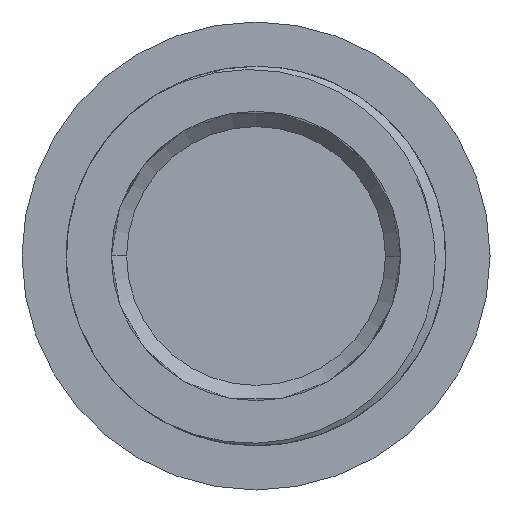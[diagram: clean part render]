
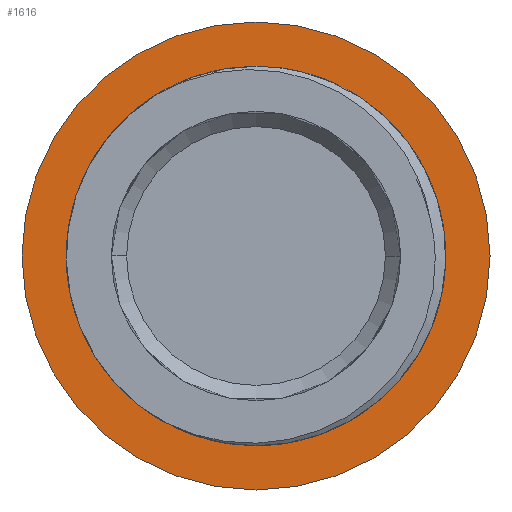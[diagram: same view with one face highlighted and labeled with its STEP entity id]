
A CAD part, front view. The second image highlights one B-rep face of the part: STEP entity #1616.
In plain terms, the highlighted planar face has unit normal (0, -1, 0).
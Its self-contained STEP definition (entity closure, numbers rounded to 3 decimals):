
#18 = EDGE_CURVE ( 'NONE', #36, #973, #250, .T. ) ;
#19 = VERTEX_POINT ( 'NONE', #2058 ) ;
#20 = VERTEX_POINT ( 'NONE', #2077 ) ;
#24 = VERTEX_POINT ( 'NONE', #2076 ) ;
#36 = VERTEX_POINT ( 'NONE', #2074 ) ;
#250 = B_SPLINE_CURVE_WITH_KNOTS ( 'NONE', 3,
 ( #2065, #2056, #2027, #2030, #2024, #2059, #2050, #2066, #2035, #2036, #2069, #2053 ),
 .UNSPECIFIED., .F., .F.,
 ( 4, 2, 2, 2, 2, 4 ),
 ( 0., 0.002, 0.002, 0.003, 0.005, 0.007 ),
 .UNSPECIFIED. ) ;
#261 = B_SPLINE_CURVE_WITH_KNOTS ( 'NONE', 3,
 ( #1087, #1101, #1228, #1242, #1224, #1253, #1254, #1222, #1205, #1206, #1216, #1243, #1245, #1233, #1255, #1257, #1258, #1211, #1225, #1226, #1266, #1278, #1272, #1279, #1268, #1280, #1276, #1269, #1274, #1281, #1265, #1273, #1282, #1271, #1267, #1275 ),
 .UNSPECIFIED., .F., .F.,
 ( 4, 2, 2, 2, 2, 2, 2, 2, 2, 2, 2, 2, 2, 2, 2, 2, 2, 4 ),
 ( 0., 0.002, 0.003, 0.005, 0.005, 0.006, 0.009, 0.012, 0.013, 0.014, 0.015, 0.016, 0.017, 0.019, 0.02, 0.022, 0.023, 0.025 ),
 .UNSPECIFIED. ) ;
#344 = FACE_OUTER_BOUND ( 'NONE', #442, .T. ) ;
#345 = FACE_BOUND ( 'NONE', #434, .T. ) ;
#351 = CARTESIAN_POINT ( 'NONE',  ( -11.25, 10.3, 0. ) ) ;
#368 = PLANE ( 'NONE',  #1731 ) ;
#378 = DIRECTION ( 'NONE',  ( 0., 0., 1. ) ) ;
#385 = DIRECTION ( 'NONE',  ( 0., 1., 0. ) ) ;
#416 = VERTEX_POINT ( 'NONE', #1558 ) ;
#434 = EDGE_LOOP ( 'NONE', ( #2044, #2023, #1782, #1771, #1794 ) ) ;
#442 = EDGE_LOOP ( 'NONE', ( #1766, #1776 ) ) ;
#462 = EDGE_CURVE ( 'NONE', #20, #19, #1629, .T. ) ;
#488 = EDGE_CURVE ( 'NONE', #971, #416, #1670, .T. ) ;
#525 = EDGE_CURVE ( 'NONE', #19, #24, #1709, .T. ) ;
#530 = EDGE_CURVE ( 'NONE', #416, #971, #1713, .T. ) ;
#617 = CARTESIAN_POINT ( 'NONE',  ( 0., 10.3, 0. ) ) ;
#618 = DIRECTION ( 'NONE',  ( 0., 1., 0. ) ) ;
#619 = DIRECTION ( 'NONE',  ( 0., 0., -1. ) ) ;
#850 = DIRECTION ( 'NONE',  ( 0., 0., -1. ) ) ;
#863 = DIRECTION ( 'NONE',  ( 0., -1., 0. ) ) ;
#889 = CARTESIAN_POINT ( 'NONE',  ( 0., 10.3, 0. ) ) ;
#901 = CARTESIAN_POINT ( 'NONE',  ( 0., 10.3, 0. ) ) ;
#906 = DIRECTION ( 'NONE',  ( 0., 0., -1. ) ) ;
#911 = DIRECTION ( 'NONE',  ( 0., 1., 0. ) ) ;
#971 = VERTEX_POINT ( 'NONE', #1050 ) ;
#973 = VERTEX_POINT ( 'NONE', #1071 ) ;
#1050 = CARTESIAN_POINT ( 'NONE',  ( 0., 10.3, -13.75 ) ) ;
#1071 = CARTESIAN_POINT ( 'NONE',  ( 10.692, 10.3, 0. ) ) ;
#1087 = CARTESIAN_POINT ( 'NONE',  ( 8.503, 10.3, -6.108 ) ) ;
#1101 = CARTESIAN_POINT ( 'NONE',  ( 8.212, 10.3, -6.538 ) ) ;
#1204 = LINE ( 'NONE', #1277, #1750 ) ;
#1205 = CARTESIAN_POINT ( 'NONE',  ( 4.707, 10.3, -9.516 ) ) ;
#1206 = CARTESIAN_POINT ( 'NONE',  ( 4.245, 10.3, -9.747 ) ) ;
#1211 = CARTESIAN_POINT ( 'NONE',  ( -3.286, 10.3, -10.335 ) ) ;
#1216 = CARTESIAN_POINT ( 'NONE',  ( 4.008, 10.3, -9.855 ) ) ;
#1222 = CARTESIAN_POINT ( 'NONE',  ( 4.933, 10.3, -9.393 ) ) ;
#1224 = CARTESIAN_POINT ( 'NONE',  ( 6.812, 10.3, -8.061 ) ) ;
#1225 = CARTESIAN_POINT ( 'NONE',  ( -3.532, 10.3, -10.261 ) ) ;
#1226 = CARTESIAN_POINT ( 'NONE',  ( -4.261, 10.3, -10.014 ) ) ;
#1228 = CARTESIAN_POINT ( 'NONE',  ( 7.892, 10.3, -6.943 ) ) ;
#1233 = CARTESIAN_POINT ( 'NONE',  ( -0.241, 10.3, -10.805 ) ) ;
#1242 = CARTESIAN_POINT ( 'NONE',  ( 7.192, 10.3, -7.704 ) ) ;
#1243 = CARTESIAN_POINT ( 'NONE',  ( 2.816, 10.3, -10.346 ) ) ;
#1245 = CARTESIAN_POINT ( 'NONE',  ( 1.824, 10.3, -10.596 ) ) ;
#1253 = CARTESIAN_POINT ( 'NONE',  ( 6.014, 10.3, -8.707 ) ) ;
#1254 = CARTESIAN_POINT ( 'NONE',  ( 5.594, 10.3, -8.999 ) ) ;
#1255 = CARTESIAN_POINT ( 'NONE',  ( -1.265, 10.3, -10.759 ) ) ;
#1257 = CARTESIAN_POINT ( 'NONE',  ( -2.532, 10.3, -10.523 ) ) ;
#1258 = CARTESIAN_POINT ( 'NONE',  ( -2.786, 10.3, -10.466 ) ) ;
#1265 = CARTESIAN_POINT ( 'NONE',  ( -9.38, 10.3, -5.865 ) ) ;
#1266 = CARTESIAN_POINT ( 'NONE',  ( -4.733, 10.3, -9.816 ) ) ;
#1267 = CARTESIAN_POINT ( 'NONE',  ( -10.711, 10.3, -3.091 ) ) ;
#1268 = CARTESIAN_POINT ( 'NONE',  ( -6.306, 10.3, -8.937 ) ) ;
#1269 = CARTESIAN_POINT ( 'NONE',  ( -8.085, 10.3, -7.471 ) ) ;
#1271 = CARTESIAN_POINT ( 'NONE',  ( -10.541, 10.3, -3.584 ) ) ;
#1272 = CARTESIAN_POINT ( 'NONE',  ( -5.645, 10.3, -9.344 ) ) ;
#1273 = CARTESIAN_POINT ( 'NONE',  ( -9.907, 10.3, -4.987 ) ) ;
#1274 = CARTESIAN_POINT ( 'NONE',  ( -8.434, 10.3, -7.095 ) ) ;
#1275 = CARTESIAN_POINT ( 'NONE',  ( -10.844, 10.3, -2.595 ) ) ;
#1276 = CARTESIAN_POINT ( 'NONE',  ( -7.338, 10.3, -8.17 ) ) ;
#1277 = CARTESIAN_POINT ( 'NONE',  ( -11.25, 10.3, 0. ) ) ;
#1278 = CARTESIAN_POINT ( 'NONE',  ( -5.419, 10.3, -9.468 ) ) ;
#1279 = CARTESIAN_POINT ( 'NONE',  ( -6.088, 10.3, -9.079 ) ) ;
#1280 = CARTESIAN_POINT ( 'NONE',  ( -6.94, 10.3, -8.494 ) ) ;
#1281 = CARTESIAN_POINT ( 'NONE',  ( -9.085, 10.3, -6.289 ) ) ;
#1282 = CARTESIAN_POINT ( 'NONE',  ( -10.139, 10.3, -4.531 ) ) ;
#1283 = DIRECTION ( 'NONE',  ( 1., 0., 0. ) ) ;
#1519 = CARTESIAN_POINT ( 'NONE',  ( 0., 10.3, 0. ) ) ;
#1537 = DIRECTION ( 'NONE',  ( 0., -1., 0. ) ) ;
#1558 = CARTESIAN_POINT ( 'NONE',  ( 0., 10.3, 13.75 ) ) ;
#1561 = DIRECTION ( 'NONE',  ( 0., 0., -1. ) ) ;
#1612 = EDGE_CURVE ( 'NONE', #36, #24, #261, .T. ) ;
#1613 = EDGE_CURVE ( 'NONE', #973, #20, #1204, .T. ) ;
#1616 = ADVANCED_FACE ( 'NONE', ( #345, #344 ), #368, .F. ) ;
#1629 = CIRCLE ( 'NONE', #1632, 11.15 ) ;
#1632 = AXIS2_PLACEMENT_3D ( 'NONE', #1519, #1537, #1561 ) ;
#1658 = AXIS2_PLACEMENT_3D ( 'NONE', #617, #618, #619 ) ;
#1670 = CIRCLE ( 'NONE', #1658, 13.75 ) ;
#1705 = AXIS2_PLACEMENT_3D ( 'NONE', #889, #863, #850 ) ;
#1709 = CIRCLE ( 'NONE', #1705, 11.15 ) ;
#1713 = CIRCLE ( 'NONE', #1716, 13.75 ) ;
#1716 = AXIS2_PLACEMENT_3D ( 'NONE', #901, #911, #906 ) ;
#1731 = AXIS2_PLACEMENT_3D ( 'NONE', #351, #385, #378 ) ;
#1750 = VECTOR ( 'NONE', #1283, 1000. ) ;
#1766 = ORIENTED_EDGE ( 'NONE', *, *, #488, .F. ) ;
#1771 = ORIENTED_EDGE ( 'NONE', *, *, #1612, .T. ) ;
#1776 = ORIENTED_EDGE ( 'NONE', *, *, #530, .F. ) ;
#1782 = ORIENTED_EDGE ( 'NONE', *, *, #18, .F. ) ;
#1794 = ORIENTED_EDGE ( 'NONE', *, *, #525, .F. ) ;
#2023 = ORIENTED_EDGE ( 'NONE', *, *, #1613, .F. ) ;
#2024 = CARTESIAN_POINT ( 'NONE',  ( 9.662, 10.3, -4.235 ) ) ;
#2027 = CARTESIAN_POINT ( 'NONE',  ( 9.142, 10.3, -5.209 ) ) ;
#2030 = CARTESIAN_POINT ( 'NONE',  ( 9.538, 10.3, -4.483 ) ) ;
#2035 = CARTESIAN_POINT ( 'NONE',  ( 10.408, 10.3, -2.183 ) ) ;
#2036 = CARTESIAN_POINT ( 'NONE',  ( 10.614, 10.3, -1.105 ) ) ;
#2044 = ORIENTED_EDGE ( 'NONE', *, *, #462, .F. ) ;
#2050 = CARTESIAN_POINT ( 'NONE',  ( 9.988, 10.3, -3.48 ) ) ;
#2053 = CARTESIAN_POINT ( 'NONE',  ( 10.692, 10.3, 0. ) ) ;
#2056 = CARTESIAN_POINT ( 'NONE',  ( 8.841, 10.3, -5.67 ) ) ;
#2058 = CARTESIAN_POINT ( 'NONE',  ( 0., 10.3, 11.15 ) ) ;
#2059 = CARTESIAN_POINT ( 'NONE',  ( 9.886, 10.3, -3.733 ) ) ;
#2065 = CARTESIAN_POINT ( 'NONE',  ( 8.503, 10.3, -6.108 ) ) ;
#2066 = CARTESIAN_POINT ( 'NONE',  ( 10.264, 10.3, -2.709 ) ) ;
#2069 = CARTESIAN_POINT ( 'NONE',  ( 10.675, 10.3, -0.553 ) ) ;
#2074 = CARTESIAN_POINT ( 'NONE',  ( 8.503, 10.3, -6.108 ) ) ;
#2076 = CARTESIAN_POINT ( 'NONE',  ( -10.844, 10.3, -2.595 ) ) ;
#2077 = CARTESIAN_POINT ( 'NONE',  ( 11.15, 10.3, 0. ) ) ;
